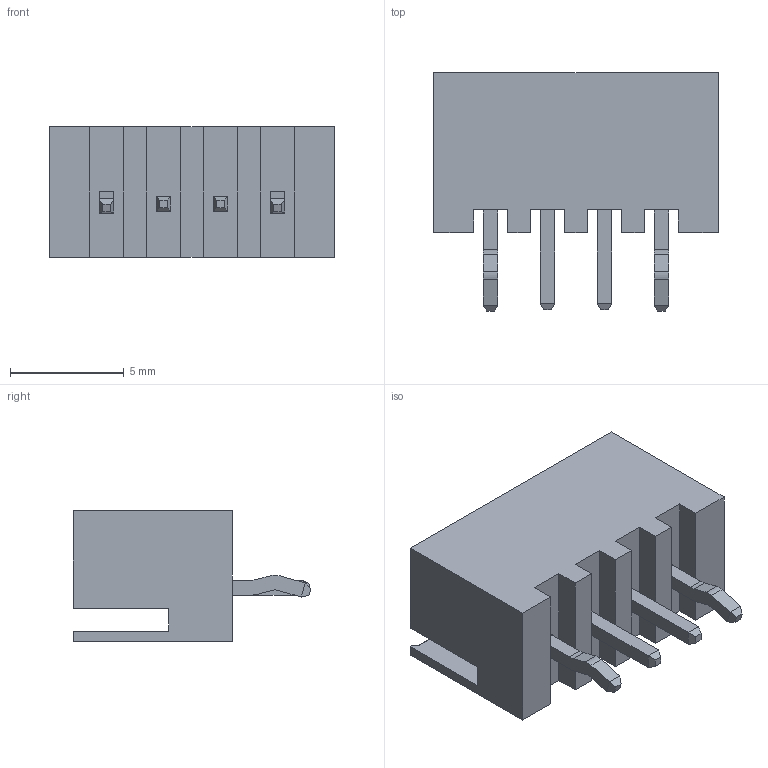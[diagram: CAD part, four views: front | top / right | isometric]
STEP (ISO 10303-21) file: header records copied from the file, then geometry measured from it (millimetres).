
FILE_DESCRIPTION((''),'2;1');
FILE_NAME('2317SJ-04_ASM','2020-12-01T14:16:50',('Acer'),(''),'CREO PARAMETRIC BY PTC INC, 2018100','CREO PARAMETRIC BY PTC INC, 2018100','');
FILE_SCHEMA(('CONFIG_CONTROL_DESIGN'));
Length unit declared in the file: millimetre
Products named in the file (4): 801-2317SJ-04; 802A-0_5A; 802A-0_5C; 2317SJ-04_ASM
Assembly tree (5 placements, depth 2):
  2317SJ-04_ASM
    801-2317SJ-04
    802A-0_5A  x2
    802A-0_5C  x2
Bounding box: 12.5 x 10.45 x 5.75 mm (x, y, z)
Volume: 164.5 mm3; surface area: 684.6 mm2
Topology: 5 solids, 5 shells, 142 faces, 362 edges, 230 vertices
Faces by surface type: plane 134, cylinder 8
Entity records: 3350 total; most frequent: CARTESIAN_POINT 579, ORIENTED_EDGE 564, DIRECTION 520, EDGE_CURVE 282, VECTOR 274, LINE 274, VERTEX_POINT 182, AXIS2_PLACEMENT_3D 123
